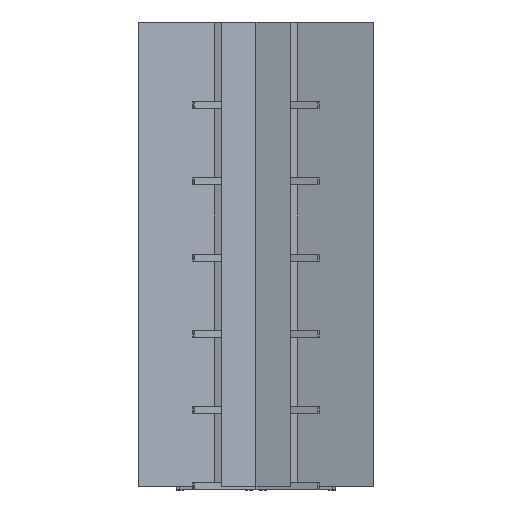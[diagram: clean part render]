
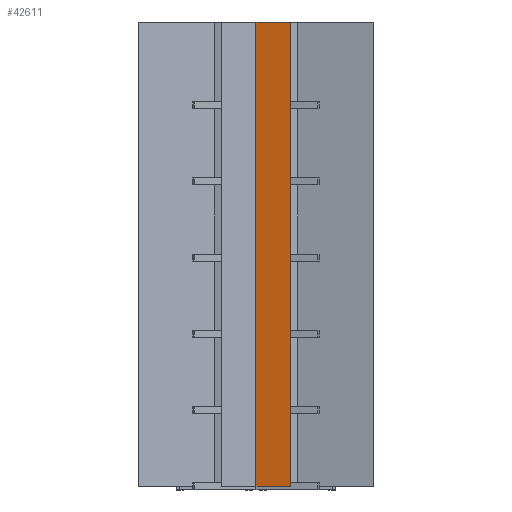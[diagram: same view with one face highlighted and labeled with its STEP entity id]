
A CAD part, top view. The second image highlights one B-rep face of the part: STEP entity #42611.
In plain terms, the highlighted planar face has unit normal (-0.237, 0, 0.972).
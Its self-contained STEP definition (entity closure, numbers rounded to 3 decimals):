
#370 = PLANE('',#371);
#371 = AXIS2_PLACEMENT_3D('',#372,#373,#374);
#372 = CARTESIAN_POINT('',(-10.253,670.,72.741));
#373 = DIRECTION('',(0.,1.,-0.));
#374 = DIRECTION('',(0.973,0.,-0.232)
  );
#2226 = VERTEX_POINT('',#2227);
#2227 = CARTESIAN_POINT('',(-10.375,670.,127.748));
#2241 = PLANE('',#2242);
#2242 = AXIS2_PLACEMENT_3D('',#2243,#2244,#2245);
#2243 = CARTESIAN_POINT('',(-10.375,0.,127.748));
#2244 = DIRECTION('',(0.972,0.,0.237)
  );
#2245 = DIRECTION('',(0.,-1.,0.));
#2253 = EDGE_CURVE('',#2254,#2226,#2256,.T.);
#2254 = VERTEX_POINT('',#2255);
#2255 = CARTESIAN_POINT('',(-60.,670.,115.653));
#2256 = SURFACE_CURVE('',#2257,(#2261,#2268),.PCURVE_S1.);
#2257 = LINE('',#2258,#2259);
#2258 = CARTESIAN_POINT('',(-230.098,670.,74.195));
#2259 = VECTOR('',#2260,1.);
#2260 = DIRECTION('',(0.972,0.,0.237)
  );
#2261 = PCURVE('',#370,#2262);
#2262 = DEFINITIONAL_REPRESENTATION('',(#2263),#2267);
#2263 = LINE('',#2264,#2265);
#2264 = CARTESIAN_POINT('',(-214.161,49.692));
#2265 = VECTOR('',#2266,1.);
#2266 = DIRECTION('',(0.89,-0.456));
#2267 = ( GEOMETRIC_REPRESENTATION_CONTEXT(2) 
PARAMETRIC_REPRESENTATION_CONTEXT() REPRESENTATION_CONTEXT('2D SPACE',''
  ) );
#2268 = PCURVE('',#2269,#2274);
#2269 = PLANE('',#2270);
#2270 = AXIS2_PLACEMENT_3D('',#2271,#2272,#2273);
#2271 = CARTESIAN_POINT('',(-230.098,0.,74.195));
#2272 = DIRECTION('',(0.237,0.,-0.972)
  );
#2273 = DIRECTION('',(-0.972,0.,
    -0.237));
#2274 = DEFINITIONAL_REPRESENTATION('',(#2275),#2279);
#2275 = LINE('',#2276,#2277);
#2276 = CARTESIAN_POINT('',(0.,670.));
#2277 = VECTOR('',#2278,1.);
#2278 = DIRECTION('',(-1.,0.));
#2279 = ( GEOMETRIC_REPRESENTATION_CONTEXT(2) 
PARAMETRIC_REPRESENTATION_CONTEXT() REPRESENTATION_CONTEXT('2D SPACE',''
  ) );
#2297 = PLANE('',#2298);
#2298 = AXIS2_PLACEMENT_3D('',#2299,#2300,#2301);
#2299 = CARTESIAN_POINT('',(110.098,0.,74.195));
#2300 = DIRECTION('',(-0.237,0.,-0.972
    ));
#2301 = DIRECTION('',(-0.972,0.,0.237)
  );
#15989 = PLANE('',#15990);
#15990 = AXIS2_PLACEMENT_3D('',#15991,#15992,#15993);
#15991 = CARTESIAN_POINT('',(110.098,0.,74.195));
#15992 = DIRECTION('',(0.,1.,0.));
#15993 = DIRECTION('',(-0.972,0.,0.237
    ));
#30258 = VERTEX_POINT('',#30259);
#30259 = CARTESIAN_POINT('',(-60.,0.,115.653));
#30280 = EDGE_CURVE('',#30258,#30281,#30283,.T.);
#30281 = VERTEX_POINT('',#30282);
#30282 = CARTESIAN_POINT('',(-10.375,0.,127.748));
#30283 = SURFACE_CURVE('',#30284,(#30288,#30295),.PCURVE_S1.);
#30284 = LINE('',#30285,#30286);
#30285 = CARTESIAN_POINT('',(-230.098,0.,74.195));
#30286 = VECTOR('',#30287,1.);
#30287 = DIRECTION('',(0.972,0.,0.237)
  );
#30288 = PCURVE('',#15989,#30289);
#30289 = DEFINITIONAL_REPRESENTATION('',(#30290),#30294);
#30290 = LINE('',#30291,#30292);
#30291 = CARTESIAN_POINT('',(330.521,-80.558));
#30292 = VECTOR('',#30293,1.);
#30293 = DIRECTION('',(-0.888,0.46));
#30294 = ( GEOMETRIC_REPRESENTATION_CONTEXT(2) 
PARAMETRIC_REPRESENTATION_CONTEXT() REPRESENTATION_CONTEXT('2D SPACE',''
  ) );
#30295 = PCURVE('',#2269,#30296);
#30296 = DEFINITIONAL_REPRESENTATION('',(#30297),#30301);
#30297 = LINE('',#30298,#30299);
#30298 = CARTESIAN_POINT('',(-0.,0.));
#30299 = VECTOR('',#30300,1.);
#30300 = DIRECTION('',(-1.,0.));
#30301 = ( GEOMETRIC_REPRESENTATION_CONTEXT(2) 
PARAMETRIC_REPRESENTATION_CONTEXT() REPRESENTATION_CONTEXT('2D SPACE',''
  ) );
#42554 = EDGE_CURVE('',#30281,#2226,#42555,.T.);
#42555 = SURFACE_CURVE('',#42556,(#42560,#42567),.PCURVE_S1.);
#42556 = LINE('',#42557,#42558);
#42557 = CARTESIAN_POINT('',(-10.375,0.,127.748));
#42558 = VECTOR('',#42559,1.);
#42559 = DIRECTION('',(0.,1.,0.));
#42560 = PCURVE('',#2241,#42561);
#42561 = DEFINITIONAL_REPRESENTATION('',(#42562),#42566);
#42562 = LINE('',#42563,#42564);
#42563 = CARTESIAN_POINT('',(-0.,0.));
#42564 = VECTOR('',#42565,1.);
#42565 = DIRECTION('',(-1.,0.));
#42566 = ( GEOMETRIC_REPRESENTATION_CONTEXT(2) 
PARAMETRIC_REPRESENTATION_CONTEXT() REPRESENTATION_CONTEXT('2D SPACE',''
  ) );
#42567 = PCURVE('',#2269,#42568);
#42568 = DEFINITIONAL_REPRESENTATION('',(#42569),#42573);
#42569 = LINE('',#42570,#42571);
#42570 = CARTESIAN_POINT('',(-226.155,0.));
#42571 = VECTOR('',#42572,1.);
#42572 = DIRECTION('',(-0.,1.));
#42573 = ( GEOMETRIC_REPRESENTATION_CONTEXT(2) 
PARAMETRIC_REPRESENTATION_CONTEXT() REPRESENTATION_CONTEXT('2D SPACE',''
  ) );
#42611 = ADVANCED_FACE('',(#42612),#2269,.F.);
#42612 = FACE_BOUND('',#42613,.T.);
#42613 = EDGE_LOOP('',(#42614,#42615,#42634,#42635));
#42614 = ORIENTED_EDGE('',*,*,#2253,.F.);
#42615 = ORIENTED_EDGE('',*,*,#42616,.F.);
#42616 = EDGE_CURVE('',#30258,#2254,#42617,.T.);
#42617 = SURFACE_CURVE('',#42618,(#42622,#42628),.PCURVE_S1.);
#42618 = LINE('',#42619,#42620);
#42619 = CARTESIAN_POINT('',(-60.,0.,115.653));
#42620 = VECTOR('',#42621,1.);
#42621 = DIRECTION('',(0.,1.,0.));
#42622 = PCURVE('',#2269,#42623);
#42623 = DEFINITIONAL_REPRESENTATION('',(#42624),#42627);
#42624 = B_SPLINE_CURVE_WITH_KNOTS('',1,(#42625,#42626),.UNSPECIFIED.,
  .F.,.F.,(2,2),(0.,670.),.PIECEWISE_BEZIER_KNOTS.);
#42625 = CARTESIAN_POINT('',(-175.078,0.));
#42626 = CARTESIAN_POINT('',(-175.078,670.));
#42627 = ( GEOMETRIC_REPRESENTATION_CONTEXT(2) 
PARAMETRIC_REPRESENTATION_CONTEXT() REPRESENTATION_CONTEXT('2D SPACE',''
  ) );
#42628 = PCURVE('',#2297,#42629);
#42629 = DEFINITIONAL_REPRESENTATION('',(#42630),#42633);
#42630 = B_SPLINE_CURVE_WITH_KNOTS('',1,(#42631,#42632),.UNSPECIFIED.,
  .F.,.F.,(2,2),(0.,670.),.PIECEWISE_BEZIER_KNOTS.);
#42631 = CARTESIAN_POINT('',(175.078,0.));
#42632 = CARTESIAN_POINT('',(175.078,670.));
#42633 = ( GEOMETRIC_REPRESENTATION_CONTEXT(2) 
PARAMETRIC_REPRESENTATION_CONTEXT() REPRESENTATION_CONTEXT('2D SPACE',''
  ) );
#42634 = ORIENTED_EDGE('',*,*,#30280,.T.);
#42635 = ORIENTED_EDGE('',*,*,#42554,.T.);
